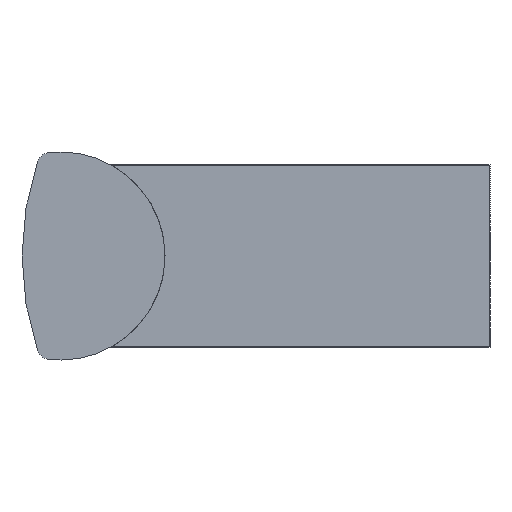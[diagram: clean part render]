
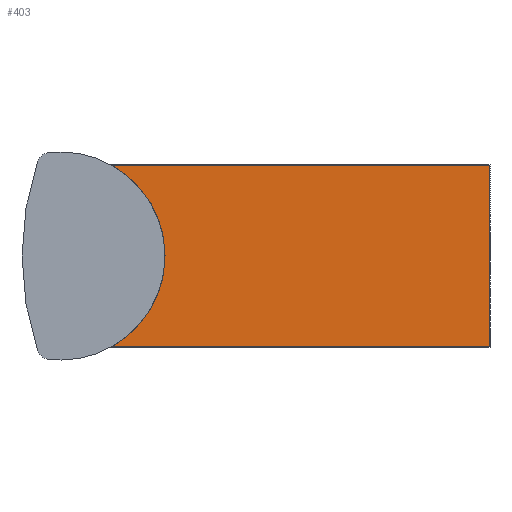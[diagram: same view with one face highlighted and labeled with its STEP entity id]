
A CAD part, left-side view. The second image highlights one B-rep face of the part: STEP entity #403.
In plain terms, the highlighted planar face has unit normal (-1, 0, 0).
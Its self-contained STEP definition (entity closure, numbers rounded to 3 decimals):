
#4 = CARTESIAN_POINT ( 'NONE',  ( -54., 36.002, -7. ) ) ;
#43 = EDGE_CURVE ( 'NONE', #578, #139, #206, .T. ) ;
#56 = AXIS2_PLACEMENT_3D ( 'NONE', #842, #604, #468 ) ;
#60 = AXIS2_PLACEMENT_3D ( 'NONE', #524, #185, #387 ) ;
#83 = DIRECTION ( 'NONE',  ( 0., -1., 0. ) ) ;
#116 = PLANE ( 'NONE',  #60 ) ;
#121 = ORIENTED_EDGE ( 'NONE', *, *, #209, .T. ) ;
#138 = CARTESIAN_POINT ( 'NONE',  ( -54., 36.002, 7. ) ) ;
#139 = VERTEX_POINT ( 'NONE', #534 ) ;
#141 = CARTESIAN_POINT ( 'NONE',  ( -54., 0., -7. ) ) ;
#142 = LINE ( 'NONE', #138, #400 ) ;
#154 = VERTEX_POINT ( 'NONE', #197 ) ;
#185 = DIRECTION ( 'NONE',  ( 1., 0., 0. ) ) ;
#197 = CARTESIAN_POINT ( 'NONE',  ( -54., 0., -7. ) ) ;
#206 = CIRCLE ( 'NONE', #56, 8. ) ;
#209 = EDGE_CURVE ( 'NONE', #154, #418, #489, .T. ) ;
#218 = ORIENTED_EDGE ( 'NONE', *, *, #720, .F. ) ;
#231 = ORIENTED_EDGE ( 'NONE', *, *, #767, .T. ) ;
#315 = VECTOR ( 'NONE', #363, 1000. ) ;
#323 = VECTOR ( 'NONE', #746, 1000. ) ;
#363 = DIRECTION ( 'NONE',  ( 0., -1., 0. ) ) ;
#387 = DIRECTION ( 'NONE',  ( 0., 0., -1. ) ) ;
#394 = FACE_OUTER_BOUND ( 'NONE', #647, .T. ) ;
#400 = VECTOR ( 'NONE', #83, 1000. ) ;
#403 = ADVANCED_FACE ( 'NONE', ( #394 ), #116, .F. ) ;
#406 = CARTESIAN_POINT ( 'NONE',  ( -54., 29.127, -7. ) ) ;
#418 = VERTEX_POINT ( 'NONE', #721 ) ;
#424 = LINE ( 'NONE', #4, #315 ) ;
#448 = ORIENTED_EDGE ( 'NONE', *, *, #43, .F. ) ;
#468 = DIRECTION ( 'NONE',  ( 0., 0., -1. ) ) ;
#489 = LINE ( 'NONE', #141, #323 ) ;
#524 = CARTESIAN_POINT ( 'NONE',  ( -54., 36.002, -7. ) ) ;
#534 = CARTESIAN_POINT ( 'NONE',  ( -54., 29.127, 7. ) ) ;
#578 = VERTEX_POINT ( 'NONE', #406 ) ;
#604 = DIRECTION ( 'NONE',  ( -1., 0., 0. ) ) ;
#647 = EDGE_LOOP ( 'NONE', ( #448, #231, #121, #218 ) ) ;
#720 = EDGE_CURVE ( 'NONE', #139, #418, #142, .T. ) ;
#721 = CARTESIAN_POINT ( 'NONE',  ( -54., 0., 7. ) ) ;
#746 = DIRECTION ( 'NONE',  ( 0., 0., 1. ) ) ;
#767 = EDGE_CURVE ( 'NONE', #578, #154, #424, .T. ) ;
#842 = CARTESIAN_POINT ( 'NONE',  ( -54., 33., 0. ) ) ;
